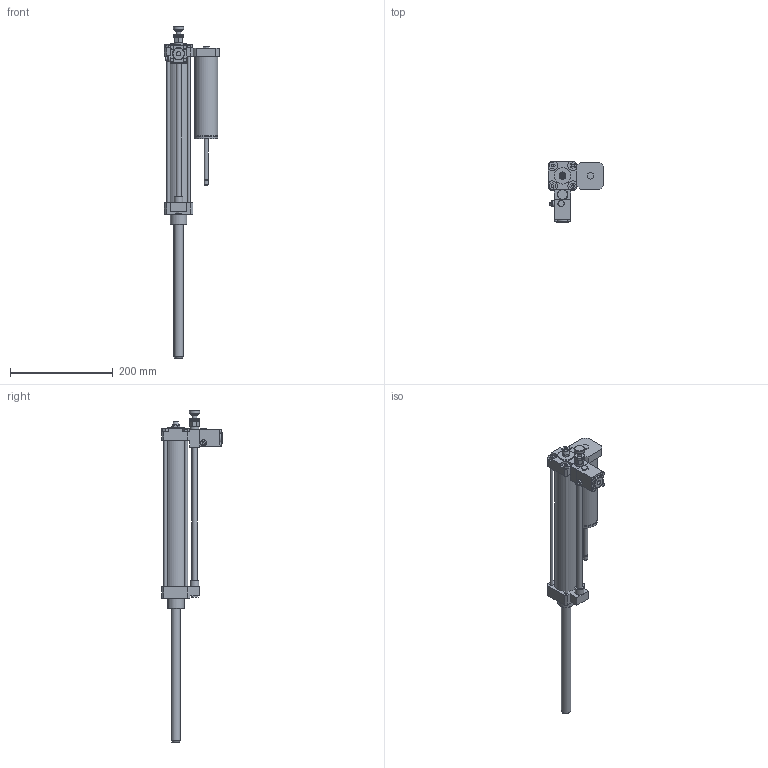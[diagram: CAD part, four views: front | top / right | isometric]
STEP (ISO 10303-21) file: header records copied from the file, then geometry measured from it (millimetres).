
FILE_DESCRIPTION((''),'2;1');
FILE_NAME('1400_40_0250_01_04.iam.stp','2009-04-23T11:13:34',(''),(''),'Autodesk Inventor 2009','Autodesk Inventor 2009','');
FILE_SCHEMA(('AUTOMOTIVE_DESIGN { 1 0 10303 214 1 1 1 1 }'));
Length unit declared in the file: millimetre
Products named in the file (6): 1400_40_0250_01_04; 1400400250T; STELO  C 250; REGOLATORE; VAL SK NA SX; BASE SKIP
Assembly tree (5 placements, depth 2):
  1400_40_0250_01_04
    1400400250T
    STELO  C 250
    REGOLATORE
    VAL SK NA SX
    BASE SKIP
Bounding box: 107 x 118 x 645 mm (x, y, z)
Volume: 1104784.6 mm3; surface area: 161939.9 mm2
Topology: 5 solids, 5 shells, 224 faces, 500 edges, 324 vertices
Faces by surface type: plane 132, cylinder 40, bspline 36, cone 16
Full cylindrical faces by diameter (mm): 2 x2, 6 x5, 7 x2, 8 x2, 9 x1, 10 x1, 12 x1, 14 x1, 17 x2, 18 x2, 20 x2, 24 x1, 32 x2, 41 x1, 45 x3
Entity records: 6554 total; most frequent: CARTESIAN_POINT 1448, DIRECTION 950, ORIENTED_EDGE 866, EDGE_CURVE 433, AXIS2_PLACEMENT_3D 342, EDGE_LOOP 330, VERTEX_POINT 317, VECTOR 266
